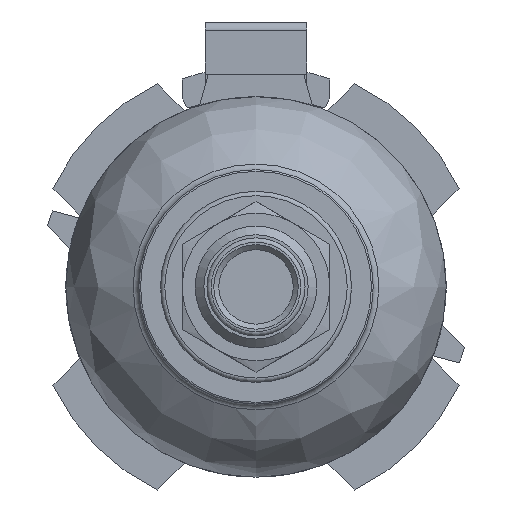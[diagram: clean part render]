
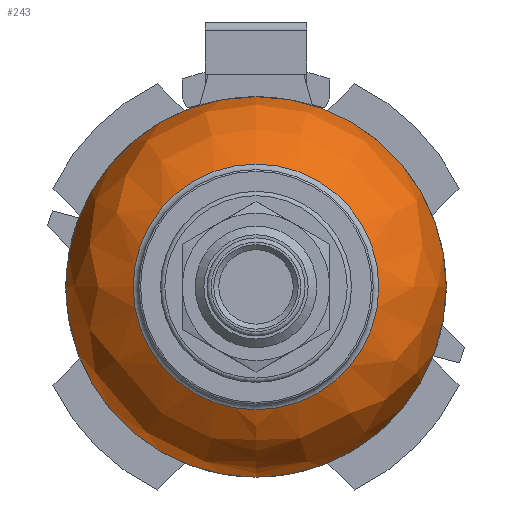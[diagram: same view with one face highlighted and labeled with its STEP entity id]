
A CAD part, front view. The second image highlights one B-rep face of the part: STEP entity #243.
In plain terms, the highlighted free-form (B-spline) face has degree [3, 3] with [4, 7] control points.
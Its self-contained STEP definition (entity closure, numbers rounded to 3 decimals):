
#243 = ADVANCED_FACE( '', ( #490, #491 ), #492, .T. );
#490 = FACE_OUTER_BOUND( '', #901, .T. );
#491 = FACE_OUTER_BOUND( '', #902, .T. );
#492 = ( BOUNDED_SURFACE(  )B_SPLINE_SURFACE( 3, 3, ( ( #905, #906, #907, #908, #909, #910, #911 ), ( #912, #913, #914, #915, #916, #917, #918 ), ( #919, #920, #921, #922, #923, #924, #925 ), ( #926, #927, #928, #929, #930, #931, #932 ) ), .UNSPECIFIED., .F., .T., .F. )B_SPLINE_SURFACE_WITH_KNOTS( ( 4, 4 ), ( 4, 3, 4 ), ( 0., 6.283 ), ( 0., 0.605, 1.209 ), .UNSPECIFIED. )GEOMETRIC_REPRESENTATION_ITEM(  )RATIONAL_B_SPLINE_SURFACE( ( ( 1., 0.333, 0.333, 1., 0.333, 0.333, 1. ), ( 0.882, 0.294, 0.294, 0.882, 0.294, 0.294, 0.882 ), ( 0.882, 0.294, 0.294, 0.882, 0.294, 0.294, 0.882 ), ( 1., 0.333, 0.333, 1., 0.333, 0.333, 1. ) ) )REPRESENTATION_ITEM( '' )SURFACE(  ) );
#901 = EDGE_LOOP( '', ( #1534 ) );
#902 = EDGE_LOOP( '', ( #1535 ) );
#905 = CARTESIAN_POINT( '', ( 0., 10.276, -14.146 ) );
#906 = CARTESIAN_POINT( '', ( 28.292, 10.276, -14.146 ) );
#907 = CARTESIAN_POINT( '', ( 28.292, 10.276, 14.146 ) );
#908 = CARTESIAN_POINT( '', ( 0., 10.276, 14.146 ) );
#909 = CARTESIAN_POINT( '', ( -28.292, 10.276, 14.146 ) );
#910 = CARTESIAN_POINT( '', ( -28.292, 10.276, -14.146 ) );
#911 = CARTESIAN_POINT( '', ( 0., 10.276, -14.146 ) );
#912 = CARTESIAN_POINT( '', ( 0., 12.101, -18.969 ) );
#913 = CARTESIAN_POINT( '', ( 37.938, 12.101, -18.969 ) );
#914 = CARTESIAN_POINT( '', ( 37.938, 12.101, 18.969 ) );
#915 = CARTESIAN_POINT( '', ( 0., 12.101, 18.969 ) );
#916 = CARTESIAN_POINT( '', ( -37.938, 12.101, 18.969 ) );
#917 = CARTESIAN_POINT( '', ( -37.938, 12.101, -18.969 ) );
#918 = CARTESIAN_POINT( '', ( 0., 12.101, -18.969 ) );
#919 = CARTESIAN_POINT( '', ( 0., 16.343, -21.9 ) );
#920 = CARTESIAN_POINT( '', ( 43.8, 16.343, -21.9 ) );
#921 = CARTESIAN_POINT( '', ( 43.8, 16.343, 21.9 ) );
#922 = CARTESIAN_POINT( '', ( 0., 16.343, 21.9 ) );
#923 = CARTESIAN_POINT( '', ( -43.8, 16.343, 21.9 ) );
#924 = CARTESIAN_POINT( '', ( -43.8, 16.343, -21.9 ) );
#925 = CARTESIAN_POINT( '', ( 0., 16.343, -21.9 ) );
#926 = CARTESIAN_POINT( '', ( 0., 21.5, -21.9 ) );
#927 = CARTESIAN_POINT( '', ( 43.8, 21.5, -21.9 ) );
#928 = CARTESIAN_POINT( '', ( 43.8, 21.5, 21.9 ) );
#929 = CARTESIAN_POINT( '', ( 0., 21.5, 21.9 ) );
#930 = CARTESIAN_POINT( '', ( -43.8, 21.5, 21.9 ) );
#931 = CARTESIAN_POINT( '', ( -43.8, 21.5, -21.9 ) );
#932 = CARTESIAN_POINT( '', ( 0., 21.5, -21.9 ) );
#1534 = ORIENTED_EDGE( '', *, *, #2759, .T. );
#1535 = ORIENTED_EDGE( '', *, *, #2797, .F. );
#2759 = EDGE_CURVE( '', #3259, #3259, #3260, .T. );
#2797 = EDGE_CURVE( '', #3327, #3327, #3328, .T. );
#3259 = VERTEX_POINT( '', #4050 );
#3260 = CIRCLE( '', #4051, 21.9 );
#3327 = VERTEX_POINT( '', #4136 );
#3328 = CIRCLE( '', #4137, 14.146 );
#4050 = CARTESIAN_POINT( '', ( 0., 21.5, -21.9 ) );
#4051 = AXIS2_PLACEMENT_3D( '', #5279, #5280, #5281 );
#4136 = CARTESIAN_POINT( '', ( 0., 10.276, -14.146 ) );
#4137 = AXIS2_PLACEMENT_3D( '', #5357, #5358, #5359 );
#5279 = CARTESIAN_POINT( '', ( 0., 21.5, 0. ) );
#5280 = DIRECTION( '', ( 0., -1., 0. ) );
#5281 = DIRECTION( '', ( 0., 0., -1. ) );
#5357 = CARTESIAN_POINT( '', ( 0., 10.276, 0. ) );
#5358 = DIRECTION( '', ( 0., -1., 0. ) );
#5359 = DIRECTION( '', ( 0., 0., -1. ) );
